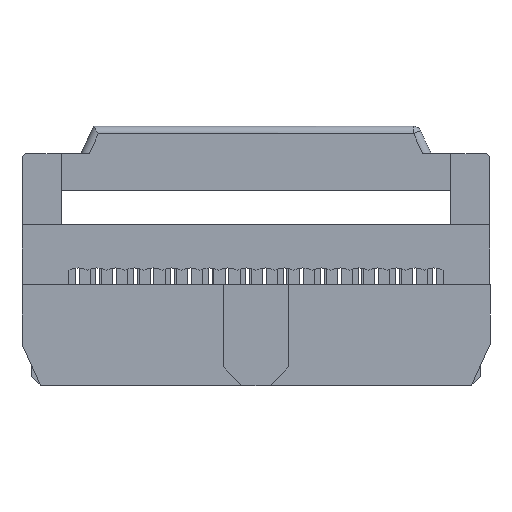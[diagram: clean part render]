
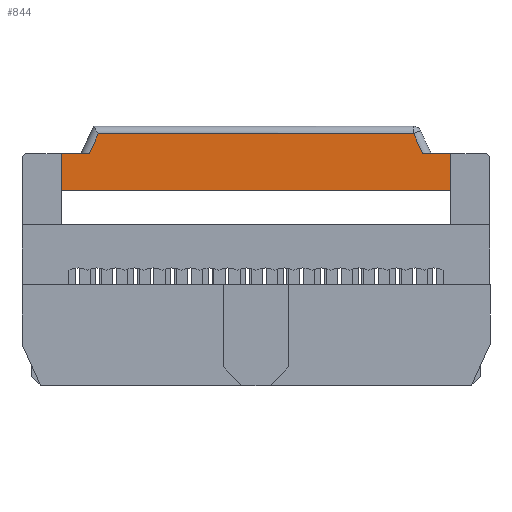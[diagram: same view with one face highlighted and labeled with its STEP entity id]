
A CAD part, front view. The second image highlights one B-rep face of the part: STEP entity #844.
In plain terms, the highlighted planar face has unit normal (0, -1, 0).
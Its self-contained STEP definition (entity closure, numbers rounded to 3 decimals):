
#844 = ADVANCED_FACE( '', ( #2070 ), #2071, .F. );
#2070 = FACE_OUTER_BOUND( '', #3805, .T. );
#2071 = PLANE( '', #3806 );
#3805 = EDGE_LOOP( '', ( #5557, #5558, #5559, #5560, #5561, #5562, #5563, #5564 ) );
#3806 = AXIS2_PLACEMENT_3D( '', #5565, #5566, #5567 );
#5557 = ORIENTED_EDGE( '', *, *, #10885, .T. );
#5558 = ORIENTED_EDGE( '', *, *, #10886, .T. );
#5559 = ORIENTED_EDGE( '', *, *, #10887, .F. );
#5560 = ORIENTED_EDGE( '', *, *, #10888, .T. );
#5561 = ORIENTED_EDGE( '', *, *, #10889, .T. );
#5562 = ORIENTED_EDGE( '', *, *, #10890, .T. );
#5563 = ORIENTED_EDGE( '', *, *, #10891, .T. );
#5564 = ORIENTED_EDGE( '', *, *, #10892, .T. );
#5565 = CARTESIAN_POINT( '', ( 10.4, -1.75, -23.734 ) );
#5566 = DIRECTION( '', ( 0., 1., 0. ) );
#5567 = DIRECTION( '', ( -1., 0., 0. ) );
#10885 = EDGE_CURVE( '', #13021, #13022, #13023, .T. );
#10886 = EDGE_CURVE( '', #13022, #13024, #13025, .T. );
#10887 = EDGE_CURVE( '', #13026, #13024, #13027, .T. );
#10888 = EDGE_CURVE( '', #13026, #13028, #13029, .T. );
#10889 = EDGE_CURVE( '', #13028, #13030, #13031, .T. );
#10890 = EDGE_CURVE( '', #13030, #13032, #13033, .T. );
#10891 = EDGE_CURVE( '', #13032, #13034, #13035, .T. );
#10892 = EDGE_CURVE( '', #13034, #13021, #13036, .T. );
#13021 = VERTEX_POINT( '', #16155 );
#13022 = VERTEX_POINT( '', #16156 );
#13023 = LINE( '', #16157, #16158 );
#13024 = VERTEX_POINT( '', #16159 );
#13025 = LINE( '', #16160, #16161 );
#13026 = VERTEX_POINT( '', #16162 );
#13027 = LINE( '', #16163, #16164 );
#13028 = VERTEX_POINT( '', #16165 );
#13029 = LINE( '', #16166, #16167 );
#13030 = VERTEX_POINT( '', #16168 );
#13031 = LINE( '', #16169, #16170 );
#13032 = VERTEX_POINT( '', #16171 );
#13033 = LINE( '', #16172, #16173 );
#13034 = VERTEX_POINT( '', #16174 );
#13035 = LINE( '', #16175, #16176 );
#13036 = LINE( '', #16177, #16178 );
#16155 = CARTESIAN_POINT( '', ( -8.419, -1.75, 2.95 ) );
#16156 = CARTESIAN_POINT( '', ( -8.909, -1.75, 1.9 ) );
#16157 = CARTESIAN_POINT( '', ( -15.278, -1.75, -11.76 ) );
#16158 = VECTOR( '', #20636, 1000. );
#16159 = CARTESIAN_POINT( '', ( -10.4, -1.75, 1.9 ) );
#16160 = CARTESIAN_POINT( '', ( 10.4, -1.75, 1.9 ) );
#16161 = VECTOR( '', #20637, 1000. );
#16162 = CARTESIAN_POINT( '', ( -10.4, -1.75, -0.1 ) );
#16163 = CARTESIAN_POINT( '', ( -10.4, -1.75, -23.734 ) );
#16164 = VECTOR( '', #20638, 1000. );
#16165 = CARTESIAN_POINT( '', ( 10.4, -1.75, -0.1 ) );
#16166 = CARTESIAN_POINT( '', ( -10.4, -1.75, -0.1 ) );
#16167 = VECTOR( '', #20639, 1000. );
#16168 = CARTESIAN_POINT( '', ( 10.4, -1.75, 1.9 ) );
#16169 = CARTESIAN_POINT( '', ( 10.4, -1.75, -23.734 ) );
#16170 = VECTOR( '', #20640, 1000. );
#16171 = CARTESIAN_POINT( '', ( 8.909, -1.75, 1.9 ) );
#16172 = CARTESIAN_POINT( '', ( 10.4, -1.75, 1.9 ) );
#16173 = VECTOR( '', #20641, 1000. );
#16174 = CARTESIAN_POINT( '', ( 8.419, -1.75, 2.95 ) );
#16175 = CARTESIAN_POINT( '', ( 18.993, -1.75, -19.726 ) );
#16176 = VECTOR( '', #20642, 1000. );
#16177 = CARTESIAN_POINT( '', ( 10.4, -1.75, 2.95 ) );
#16178 = VECTOR( '', #20643, 1000. );
#20636 = DIRECTION( '', ( -0.423, 0., -0.906 ) );
#20637 = DIRECTION( '', ( -1., 0., 0. ) );
#20638 = DIRECTION( '', ( 0., 0., 1. ) );
#20639 = DIRECTION( '', ( 1., 0., 0. ) );
#20640 = DIRECTION( '', ( 0., 0., 1. ) );
#20641 = DIRECTION( '', ( -1., 0., 0. ) );
#20642 = DIRECTION( '', ( -0.423, 0., 0.906 ) );
#20643 = DIRECTION( '', ( -1., 0., 0. ) );
